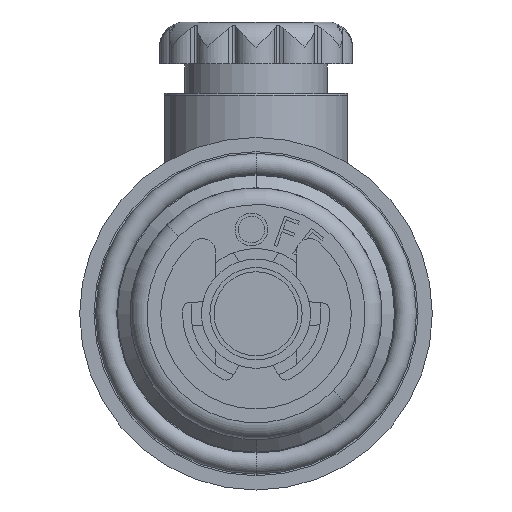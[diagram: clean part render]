
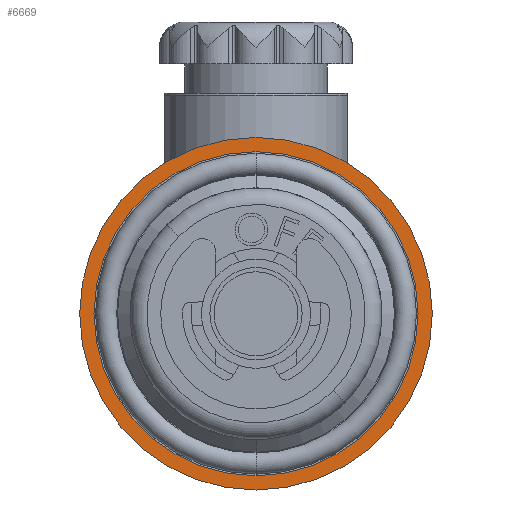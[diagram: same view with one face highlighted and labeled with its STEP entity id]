
A CAD part, front view. The second image highlights one B-rep face of the part: STEP entity #6669.
In plain terms, the highlighted planar face has unit normal (0, -1, 0).
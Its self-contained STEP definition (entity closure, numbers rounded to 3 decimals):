
#258 = AXIS2_PLACEMENT_3D ( 'NONE', #19778, #2265, #21428 ) ;
#1692 = CIRCLE ( 'NONE', #4454, 21. ) ;
#2196 = ORIENTED_EDGE ( 'NONE', *, *, #5817, .F. ) ;
#2265 = DIRECTION ( 'NONE',  ( 0., 1., 0. ) ) ;
#2518 = DIRECTION ( 'NONE',  ( 0., 0., 1. ) ) ;
#3130 = AXIS2_PLACEMENT_3D ( 'NONE', #9828, #19300, #2518 ) ;
#3155 = DIRECTION ( 'NONE',  ( 0., 1., 0. ) ) ;
#3408 = ORIENTED_EDGE ( 'NONE', *, *, #11204, .F. ) ;
#3899 = VERTEX_POINT ( 'NONE', #20250 ) ;
#4454 = AXIS2_PLACEMENT_3D ( 'NONE', #22942, #13720, #17685 ) ;
#4655 = ORIENTED_EDGE ( 'NONE', *, *, #16808, .T. ) ;
#4863 = DIRECTION ( 'NONE',  ( 0., 0., 1. ) ) ;
#4952 = VERTEX_POINT ( 'NONE', #21439 ) ;
#4983 = VERTEX_POINT ( 'NONE', #20384 ) ;
#5133 = DIRECTION ( 'NONE',  ( 0., 0., 1. ) ) ;
#5817 = EDGE_CURVE ( 'NONE', #4952, #3899, #7358, .T. ) ;
#6669 = ADVANCED_FACE ( 'NONE', ( #22040, #18553 ), #16334, .F. ) ;
#6717 = CARTESIAN_POINT ( 'NONE',  ( 21., 0., 0. ) ) ;
#7358 = CIRCLE ( 'NONE', #258, 21. ) ;
#8341 = EDGE_CURVE ( 'NONE', #12070, #4983, #18968, .T. ) ;
#9518 = EDGE_LOOP ( 'NONE', ( #3408, #2196 ) ) ;
#9655 = ORIENTED_EDGE ( 'NONE', *, *, #8341, .T. ) ;
#9828 = CARTESIAN_POINT ( 'NONE',  ( 0., 0., 0. ) ) ;
#11204 = EDGE_CURVE ( 'NONE', #3899, #4952, #1692, .T. ) ;
#12070 = VERTEX_POINT ( 'NONE', #12660 ) ;
#12660 = CARTESIAN_POINT ( 'NONE',  ( 0., 0., 19.3 ) ) ;
#13720 = DIRECTION ( 'NONE',  ( 0., 1., 0. ) ) ;
#14209 = AXIS2_PLACEMENT_3D ( 'NONE', #20321, #3155, #5133 ) ;
#16334 = PLANE ( 'NONE',  #17059 ) ;
#16808 = EDGE_CURVE ( 'NONE', #4983, #12070, #24606, .T. ) ;
#17059 = AXIS2_PLACEMENT_3D ( 'NONE', #6717, #21914, #4863 ) ;
#17685 = DIRECTION ( 'NONE',  ( 0., 0., 1. ) ) ;
#18553 = FACE_BOUND ( 'NONE', #23230, .T. ) ;
#18968 = CIRCLE ( 'NONE', #14209, 19.3 ) ;
#19300 = DIRECTION ( 'NONE',  ( 0., 1., 0. ) ) ;
#19778 = CARTESIAN_POINT ( 'NONE',  ( 0., 0., 0. ) ) ;
#20250 = CARTESIAN_POINT ( 'NONE',  ( 0., 0., 21. ) ) ;
#20321 = CARTESIAN_POINT ( 'NONE',  ( 0., 0., 0. ) ) ;
#20384 = CARTESIAN_POINT ( 'NONE',  ( 0., 0., -19.3 ) ) ;
#21428 = DIRECTION ( 'NONE',  ( 0., 0., 1. ) ) ;
#21439 = CARTESIAN_POINT ( 'NONE',  ( 0., 0., -21. ) ) ;
#21914 = DIRECTION ( 'NONE',  ( 0., 1., 0. ) ) ;
#22040 = FACE_OUTER_BOUND ( 'NONE', #9518, .T. ) ;
#22942 = CARTESIAN_POINT ( 'NONE',  ( 0., 0., 0. ) ) ;
#23230 = EDGE_LOOP ( 'NONE', ( #9655, #4655 ) ) ;
#24606 = CIRCLE ( 'NONE', #3130, 19.3 ) ;
